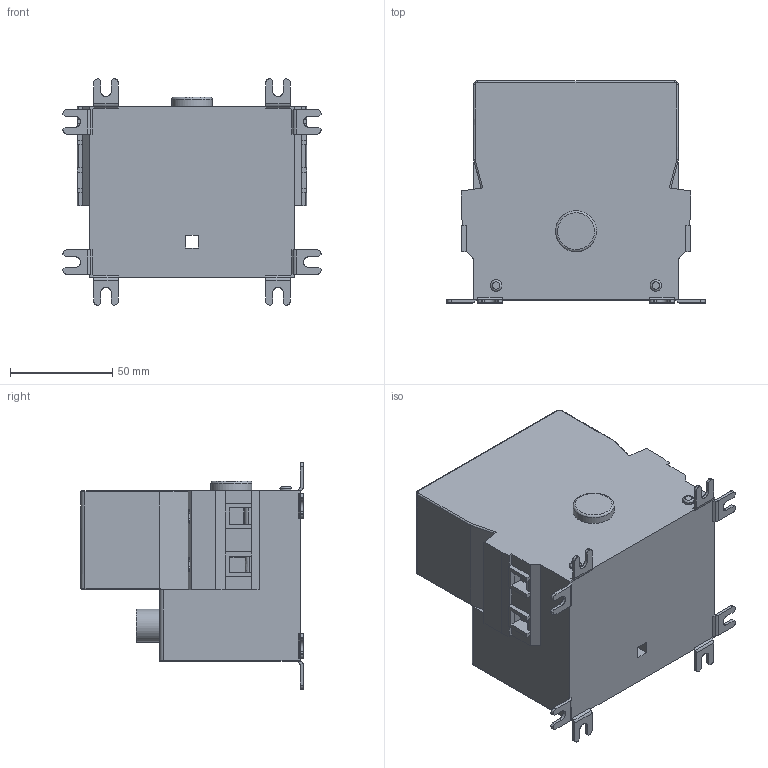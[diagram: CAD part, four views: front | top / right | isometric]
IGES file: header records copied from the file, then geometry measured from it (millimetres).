
Global section: file name: OS63GB02_Palikka.igs; preprocessor: I-DEAS 3D IGES Translator 11; date: 20090327.082739; units: millimetre
Bounding box: 126.01 x 108.5 x 110.51 mm (x, y, z)
Volume: 772370.4 mm3; surface area: 61237.9 mm2
Topology: 1 solids, 1 shells, 274 faces, 817 edges, 597 vertices
Faces by surface type: bspline 274
